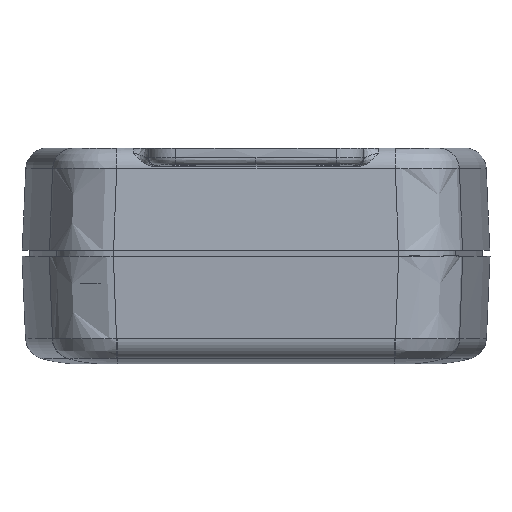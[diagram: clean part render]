
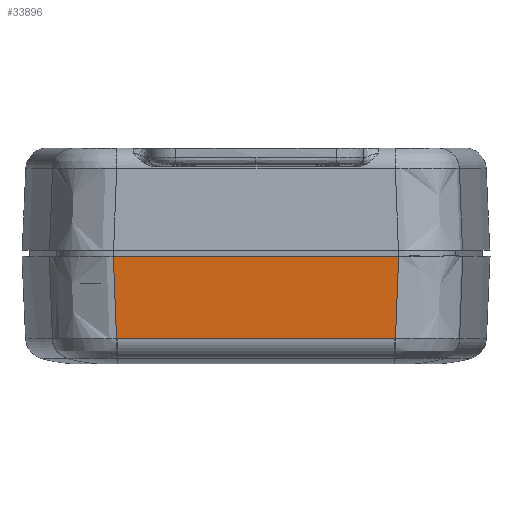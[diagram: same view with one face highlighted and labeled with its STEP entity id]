
A CAD part, left-side view. The second image highlights one B-rep face of the part: STEP entity #33896.
In plain terms, the highlighted face is planar.
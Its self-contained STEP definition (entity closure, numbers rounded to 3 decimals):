
#143 = EDGE_LOOP ( 'NONE', ( #31409, #18236, #24376, #26275, #28110, #16728 ) ) ;
#572 = EDGE_CURVE ( 'NONE', #33455, #18727, #10617, .T. ) ;
#1078 = EDGE_CURVE ( 'NONE', #10603, #11039, #6098, .T. ) ;
#1582 = CARTESIAN_POINT ( 'NONE',  ( 59.79, -19.627, -10.19 ) ) ;
#3247 = CARTESIAN_POINT ( 'NONE',  ( 59.623, 19.483, -6.363 ) ) ;
#6098 = LINE ( 'NONE', #30650, #27153 ) ;
#7434 = CARTESIAN_POINT ( 'NONE',  ( 59.499, -19.287, -3.519 ) ) ;
#7513 = CARTESIAN_POINT ( 'NONE',  ( 59.499, 19.242, -3.519 ) ) ;
#7770 = EDGE_CURVE ( 'NONE', #29151, #20007, #9569, .T. ) ;
#8017 = CARTESIAN_POINT ( 'NONE',  ( 59.499, -19.375, -3.52 ) ) ;
#8398 = DIRECTION ( 'NONE',  ( 0., -1., 0. ) ) ;
#8472 = DIRECTION ( 'NONE',  ( 0.999, 0., 0.044 ) ) ;
#8689 = CARTESIAN_POINT ( 'NONE',  ( 59.499, 19.242, -3.519 ) ) ;
#8807 = LINE ( 'NONE', #28572, #29018 ) ;
#8835 = EDGE_CURVE ( 'NONE', #11039, #29151, #31251, .T. ) ;
#9569 = B_SPLINE_CURVE_WITH_KNOTS ( 'NONE', 3,
 ( #12696, #33820, #30835, #7513 ),
 .UNSPECIFIED., .F., .F.,
 ( 4, 4 ),
 ( 0., 0. ),
 .UNSPECIFIED. ) ;
#10603 = VERTEX_POINT ( 'NONE', #24265 ) ;
#10617 = B_SPLINE_CURVE_WITH_KNOTS ( 'NONE', 3,
 ( #20619, #7434, #18539, #8017 ),
 .UNSPECIFIED., .F., .F.,
 ( 4, 4 ),
 ( 0., 0. ),
 .UNSPECIFIED. ) ;
#10949 = CARTESIAN_POINT ( 'NONE',  ( 59.895, 19.718, -12.595 ) ) ;
#11039 = VERTEX_POINT ( 'NONE', #14071 ) ;
#11735 = CARTESIAN_POINT ( 'NONE',  ( 59.499, -19.242, -3.519 ) ) ;
#12156 = B_SPLINE_CURVE_WITH_KNOTS ( 'NONE', 3,
 ( #24852, #22675, #32956, #30294, #1582, #12166, #30646 ),
 .UNSPECIFIED., .F., .F.,
 ( 4, 3, 4 ),
 ( 0.004, 0.008, 0.015 ),
 .UNSPECIFIED. ) ;
#12166 = CARTESIAN_POINT ( 'NONE',  ( 59.895, -19.718, -12.595 ) ) ;
#12696 = CARTESIAN_POINT ( 'NONE',  ( 59.499, 19.375, -3.52 ) ) ;
#14071 = CARTESIAN_POINT ( 'NONE',  ( 60., 19.809, -15. ) ) ;
#15905 = AXIS2_PLACEMENT_3D ( 'NONE', #24035, #8472, #27029 ) ;
#16347 = PLANE ( 'NONE',  #15905 ) ;
#16728 = ORIENTED_EDGE ( 'NONE', *, *, #7770, .T. ) ;
#18236 = ORIENTED_EDGE ( 'NONE', *, *, #572, .T. ) ;
#18539 = CARTESIAN_POINT ( 'NONE',  ( 59.499, -19.331, -3.519 ) ) ;
#18727 = VERTEX_POINT ( 'NONE', #33967 ) ;
#19078 = CARTESIAN_POINT ( 'NONE',  ( 59.685, 19.537, -7.784 ) ) ;
#20007 = VERTEX_POINT ( 'NONE', #8689 ) ;
#20619 = CARTESIAN_POINT ( 'NONE',  ( 59.499, -19.242, -3.519 ) ) ;
#21714 = CARTESIAN_POINT ( 'NONE',  ( 59.499, 19.375, -3.52 ) ) ;
#22222 = DIRECTION ( 'NONE',  ( 0., 1., 0. ) ) ;
#22675 = CARTESIAN_POINT ( 'NONE',  ( 59.561, -19.429, -4.941 ) ) ;
#23072 = FACE_OUTER_BOUND ( 'NONE', #143, .T. ) ;
#24035 = CARTESIAN_POINT ( 'NONE',  ( 60., 27.5, -15. ) ) ;
#24251 = CARTESIAN_POINT ( 'NONE',  ( 59.499, 19.375, -3.52 ) ) ;
#24265 = CARTESIAN_POINT ( 'NONE',  ( 60., -19.809, -15. ) ) ;
#24376 = ORIENTED_EDGE ( 'NONE', *, *, #25978, .T. ) ;
#24852 = CARTESIAN_POINT ( 'NONE',  ( 59.499, -19.375, -3.52 ) ) ;
#25978 = EDGE_CURVE ( 'NONE', #18727, #10603, #12156, .T. ) ;
#26275 = ORIENTED_EDGE ( 'NONE', *, *, #1078, .T. ) ;
#27029 = DIRECTION ( 'NONE',  ( 0.044, 0., -0.999 ) ) ;
#27153 = VECTOR ( 'NONE', #22222, 1000. ) ;
#28110 = ORIENTED_EDGE ( 'NONE', *, *, #8835, .T. ) ;
#28572 = CARTESIAN_POINT ( 'NONE',  ( 59.499, 27.5, -3.519 ) ) ;
#29018 = VECTOR ( 'NONE', #8398, 1000. ) ;
#29151 = VERTEX_POINT ( 'NONE', #24251 ) ;
#29311 = CARTESIAN_POINT ( 'NONE',  ( 60., 19.809, -15. ) ) ;
#30294 = CARTESIAN_POINT ( 'NONE',  ( 59.685, -19.537, -7.784 ) ) ;
#30296 = EDGE_CURVE ( 'NONE', #20007, #33455, #8807, .T. ) ;
#30646 = CARTESIAN_POINT ( 'NONE',  ( 60., -19.809, -15. ) ) ;
#30650 = CARTESIAN_POINT ( 'NONE',  ( 60., 27.5, -15. ) ) ;
#30835 = CARTESIAN_POINT ( 'NONE',  ( 59.499, 19.287, -3.519 ) ) ;
#31251 = B_SPLINE_CURVE_WITH_KNOTS ( 'NONE', 3,
 ( #29311, #10949, #31981, #19078, #3247, #32218, #21714 ),
 .UNSPECIFIED., .F., .F.,
 ( 4, 3, 4 ),
 ( 0., 0.007, 0.011 ),
 .UNSPECIFIED. ) ;
#31409 = ORIENTED_EDGE ( 'NONE', *, *, #30296, .T. ) ;
#31981 = CARTESIAN_POINT ( 'NONE',  ( 59.79, 19.627, -10.19 ) ) ;
#32218 = CARTESIAN_POINT ( 'NONE',  ( 59.561, 19.429, -4.941 ) ) ;
#32956 = CARTESIAN_POINT ( 'NONE',  ( 59.623, -19.483, -6.363 ) ) ;
#33455 = VERTEX_POINT ( 'NONE', #11735 ) ;
#33820 = CARTESIAN_POINT ( 'NONE',  ( 59.499, 19.331, -3.519 ) ) ;
#33896 = ADVANCED_FACE ( 'NONE', ( #23072 ), #16347, .T. ) ;
#33967 = CARTESIAN_POINT ( 'NONE',  ( 59.499, -19.375, -3.52 ) ) ;
